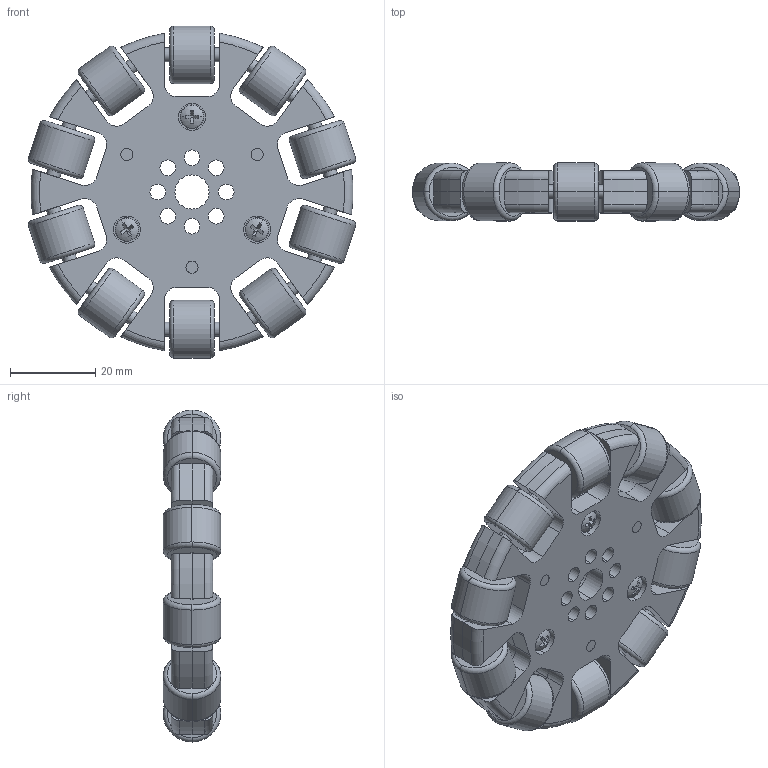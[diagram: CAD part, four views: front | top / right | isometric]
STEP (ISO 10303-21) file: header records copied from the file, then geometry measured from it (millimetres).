
FILE_DESCRIPTION (( 'STEP AP214' ), '1' );
FILE_NAME ('Omni Wheel 3 inch.step', '2017-10-17T01:29:34', ( '' ), ( '' ), 'SwSTEP 2.0', 'SolidWorks 2017', '' );
FILE_SCHEMA (( 'AUTOMOTIVE_DESIGN' ));
Length unit declared in the file: millimetre
Products named in the file (1): Omni Wheel 3 inch
Bounding box: 76.72 x 13.5 x 77.8 mm (x, y, z)
Volume: 38305.9 mm3; surface area: 25056.3 mm2
Topology: 18 solids, 18 shells, 588 faces, 1460 edges, 940 vertices
Faces by surface type: cylinder 264, plane 240, torus 72, sphere 12
Entity records: 22423 total; most frequent: CARTESIAN_POINT 3609, DIRECTION 3358, ORIENTED_EDGE 2920, EDGE_CURVE 1460, AXIS2_PLACEMENT_3D 1349, VERTEX_POINT 940, CIRCLE 760, EDGE_LOOP 680
